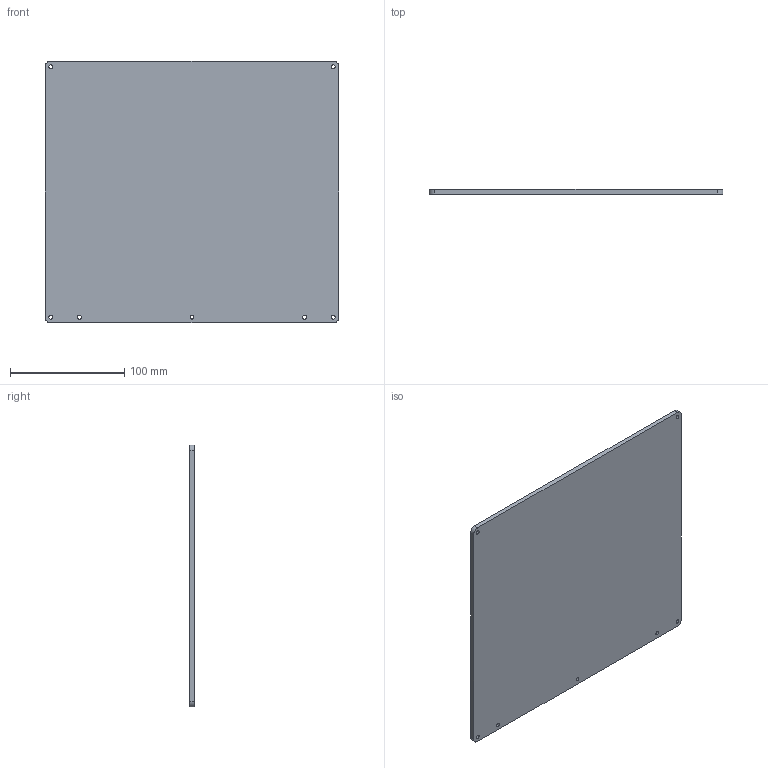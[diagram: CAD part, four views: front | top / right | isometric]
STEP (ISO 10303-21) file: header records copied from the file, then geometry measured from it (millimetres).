
FILE_DESCRIPTION(/* description */ (''),/* implementation_level */ '2;1');
FILE_NAME(/* name */ '12214ac4-006f-403d-8d8d-9fed71b534f8.stp',/* time_stamp */ '2017-12-18T18:11:10+00:00',/* author */ (''),/* organization */ (''),/* preprocessor_version */ 'ST-DEVELOPER v16.13',/* originating_system */ 'Autodesk Translation Framework v6.5.0.72',/* authorisation */ '');
FILE_SCHEMA (('AUTOMOTIVE_DESIGN { 1 0 10303 214 3 1 1 }'));
Length unit declared in the file: millimetre
Products named in the file (1): Heatplate
Bounding box: 257 x 4 x 229 mm (x, y, z)
Volume: 234905.4 mm3; surface area: 121635.7 mm2
Topology: 1 solids, 1 shells, 24 faces, 59 edges, 37 vertices
Faces by surface type: cylinder 11, cone 7, plane 6
Full cylindrical faces by diameter (mm): 3.4 x7
Entity records: 784 total; most frequent: DIRECTION 138, CARTESIAN_POINT 121, ORIENTED_EDGE 118, EDGE_CURVE 59, AXIS2_PLACEMENT_3D 54, EDGE_LOOP 38, VERTEX_POINT 37, LINE 30
